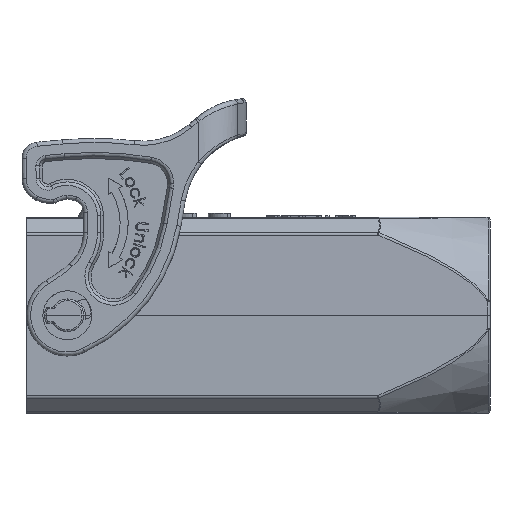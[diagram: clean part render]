
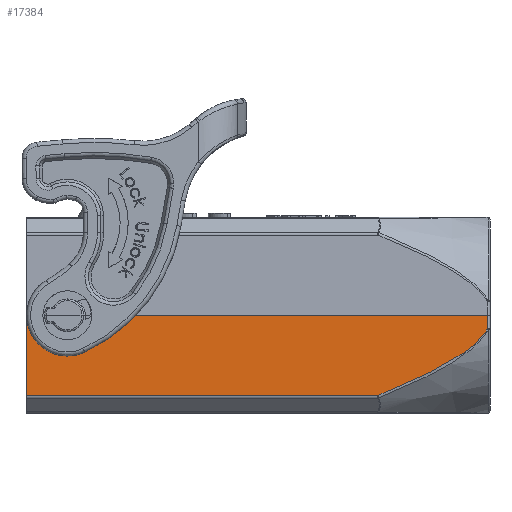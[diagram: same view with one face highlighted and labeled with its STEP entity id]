
A CAD part, front view. The second image highlights one B-rep face of the part: STEP entity #17384.
In plain terms, the highlighted planar face has unit normal (0, -1, -0.004).
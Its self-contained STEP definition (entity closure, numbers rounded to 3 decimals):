
#351=DIRECTION('',(0.,-0.003,1.));
#352=VECTOR('',#351,9.829);
#353=CARTESIAN_POINT('',(-19.702,-11.966,
-9.829));
#354=LINE('',#353,#352);
#569=DIRECTION('',(-1.,0.,0.));
#570=VECTOR('',#569,43.065);
#571=CARTESIAN_POINT('',(23.362,-11.966,-9.829));
#572=LINE('',#571,#570);
#577=CARTESIAN_POINT('',(-10.406,-12.,
0.));
#578=CARTESIAN_POINT('',(-10.405,-11.998,
-0.585));
#579=CARTESIAN_POINT('',(-10.633,-11.994,
-1.77));
#580=CARTESIAN_POINT('',(-11.632,-11.989,
-3.292));
#581=CARTESIAN_POINT('',(-13.153,-11.985,
-4.318));
#582=CARTESIAN_POINT('',(-14.352,-11.984,
-4.558));
#583=CARTESIAN_POINT('',(-14.952,-11.984,
-4.558));
#585=CARTESIAN_POINT('',(23.362,-11.966,-9.829));
#586=CARTESIAN_POINT('',(24.601,-11.967,-9.333));
#587=CARTESIAN_POINT('',(27.061,-11.971,-8.304));
#588=CARTESIAN_POINT('',(30.089,-11.976,-6.868));
#589=CARTESIAN_POINT('',(32.428,-11.981,-5.565));
#590=CARTESIAN_POINT('',(34.119,-11.984,-4.469));
#591=CARTESIAN_POINT('',(35.283,-11.988,-3.526));
#592=CARTESIAN_POINT('',(35.976,-11.99,-2.802));
#593=CARTESIAN_POINT('',(36.391,-11.992,-2.309));
#594=CARTESIAN_POINT('',(36.655,-11.993,-1.915));
#595=CARTESIAN_POINT('',(36.798,-11.994,-1.646));
#608=DIRECTION('',(1.,0.,0.));
#609=VECTOR('',#608,47.204);
#610=CARTESIAN_POINT('',(-10.406,-12.,
0.));
#611=LINE('',#610,#609);
#618=CARTESIAN_POINT('',(-10.406,-12.,
0.));
#620=DIRECTION('',(1.,0.,0.));
#621=VECTOR('',#620,3.);
#622=CARTESIAN_POINT('',(-19.702,-12.,0.));
#623=LINE('',#622,#621);
#660=DIRECTION('',(0.,0.003,-1.));
#661=VECTOR('',#660,1.646);
#662=CARTESIAN_POINT('',(36.798,-12.,0.));
#663=LINE('',#662,#661);
#947=DIRECTION('',(0.003,0.003,-1.));
#948=VECTOR('',#947,4.558);
#949=CARTESIAN_POINT('',(-16.702,-12.,0.));
#950=LINE('',#949,#948);
#5964=DIRECTION('',(1.,0.,0.));
#5965=VECTOR('',#5964,1.734);
#5966=CARTESIAN_POINT('',(-16.686,-11.984,
-4.558));
#5967=LINE('',#5966,#5965);
#14849=CARTESIAN_POINT('',(-19.702,-11.966,
-9.829));
#14850=VERTEX_POINT('',#14849);
#14851=CARTESIAN_POINT('',(-19.702,-12.,0.));
#14853=VERTEX_POINT('',#14851);
#14880=VERTEX_POINT('',#618);
#14881=CARTESIAN_POINT('',(36.798,-12.,
0.));
#14882=VERTEX_POINT('',#14881);
#14984=CARTESIAN_POINT('',(-14.952,-11.984,
-4.558));
#14985=VERTEX_POINT('',#14984);
#15026=CARTESIAN_POINT('',(36.798,-11.994,
-1.646));
#15028=VERTEX_POINT('',#15026);
#15031=CARTESIAN_POINT('',(23.362,-11.966,
-9.829));
#15032=VERTEX_POINT('',#15031);
#16308=CARTESIAN_POINT('',(-16.702,-12.,0.));
#16310=VERTEX_POINT('',#16308);
#16312=CARTESIAN_POINT('',(-16.686,-11.984,
-4.558));
#16313=VERTEX_POINT('',#16312);
#17361=CARTESIAN_POINT('',(-19.702,-12.,0.));
#17362=DIRECTION('',(0.,-1.,-0.003));
#17363=DIRECTION('',(0.,0.003,-1.));
#17364=AXIS2_PLACEMENT_3D('',#17361,#17362,#17363);
#17365=PLANE('',#17364);
#17366=ORIENTED_EDGE('',*,*,#17353,.T.);
#17367=ORIENTED_EDGE('',*,*,#17019,.T.);
#17369=ORIENTED_EDGE('',*,*,#17368,.T.);
#17371=ORIENTED_EDGE('',*,*,#17370,.T.);
#17373=ORIENTED_EDGE('',*,*,#17372,.T.);
#17375=ORIENTED_EDGE('',*,*,#17374,.F.);
#17377=ORIENTED_EDGE('',*,*,#17376,.T.);
#17379=ORIENTED_EDGE('',*,*,#17378,.T.);
#17381=ORIENTED_EDGE('',*,*,#17380,.F.);
#17382=EDGE_LOOP('',(#17366,#17367,#17369,#17371,#17373,#17375,#17377,#17379,
#17381));
#17383=FACE_OUTER_BOUND('',#17382,.F.);
#17384=ADVANCED_FACE('',(#17383),#17365,.T.);
#584=B_SPLINE_CURVE_WITH_KNOTS('',3,(#577,#578,#579,#580,#581,#582,#583),
.UNSPECIFIED.,.F.,.F.,(4,1,1,1,4),(0.,0.245,0.497,
0.748,1.),.UNSPECIFIED.);
#596=B_SPLINE_CURVE_WITH_KNOTS('',3,(#585,#586,#587,#588,#589,#590,#591,#592,
#593,#594,#595),.UNSPECIFIED.,.F.,.F.,(4,1,1,1,1,1,1,1,4),(0.,
0.252,0.503,0.629,0.755,
0.88,0.912,0.943,1.),.UNSPECIFIED.);
#17019=EDGE_CURVE('',#14850,#14853,#354,.T.);
#17353=EDGE_CURVE('',#15032,#14850,#572,.T.);
#17368=EDGE_CURVE('',#14853,#16310,#623,.T.);
#17370=EDGE_CURVE('',#16310,#16313,#950,.T.);
#17372=EDGE_CURVE('',#16313,#14985,#5967,.T.);
#17374=EDGE_CURVE('',#14880,#14985,#584,.T.);
#17376=EDGE_CURVE('',#14880,#14882,#611,.T.);
#17378=EDGE_CURVE('',#14882,#15028,#663,.T.);
#17380=EDGE_CURVE('',#15032,#15028,#596,.T.);
